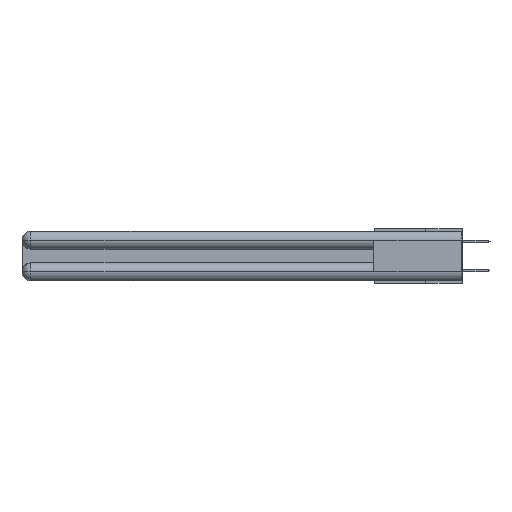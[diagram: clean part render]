
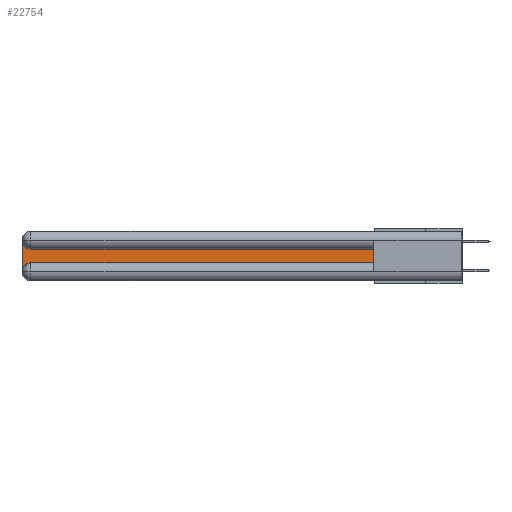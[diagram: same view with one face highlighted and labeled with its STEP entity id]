
A CAD part, left-side view. The second image highlights one B-rep face of the part: STEP entity #22754.
In plain terms, the highlighted planar face has unit normal (-1, 0, 0).
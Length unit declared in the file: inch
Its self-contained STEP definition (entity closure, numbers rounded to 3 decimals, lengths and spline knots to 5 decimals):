
#1391 = ORIENTED_EDGE ( 'NONE', *, *, #8564, .T. ) ;
#1448 = CIRCLE ( 'NONE', #15956, 0.06 ) ;
#1893 = CARTESIAN_POINT ( 'NONE',  ( 0.075, 2.94, -0.2775 ) ) ;
#3934 = VECTOR ( 'NONE', #4016, 39.37008 ) ;
#4016 = DIRECTION ( 'NONE',  ( 0., 1., 0. ) ) ;
#4502 = EDGE_CURVE ( 'NONE', #29328, #28251, #26307, .T. ) ;
#5451 = DIRECTION ( 'NONE',  ( 0., 0., 1. ) ) ;
#5555 = DIRECTION ( 'NONE',  ( 1., 0., 0. ) ) ;
#6236 = VERTEX_POINT ( 'NONE', #19438 ) ;
#7031 = CARTESIAN_POINT ( 'NONE',  ( 0.075, 0.6, -0.1225 ) ) ;
#8016 = VERTEX_POINT ( 'NONE', #20320 ) ;
#8214 = EDGE_LOOP ( 'NONE', ( #20166, #13626, #14348, #9183, #33773, #1391 ) ) ;
#8269 = DIRECTION ( 'NONE',  ( 0., 0., -1. ) ) ;
#8564 = EDGE_CURVE ( 'NONE', #20571, #6236, #34188, .T. ) ;
#8745 = CARTESIAN_POINT ( 'NONE',  ( 0.075, 2.94, -0.0625 ) ) ;
#8908 = VERTEX_POINT ( 'NONE', #27101 ) ;
#8976 = DIRECTION ( 'NONE',  ( 0., 0., -1. ) ) ;
#9183 = ORIENTED_EDGE ( 'NONE', *, *, #30466, .T. ) ;
#9992 = CARTESIAN_POINT ( 'NONE',  ( 0.075, 0.6, -0.2175 ) ) ;
#10070 = LINE ( 'NONE', #9992, #11343 ) ;
#10150 = AXIS2_PLACEMENT_3D ( 'NONE', #32430, #5555, #8269 ) ;
#10750 = CARTESIAN_POINT ( 'NONE',  ( 0.075, 0.6, -0.2175 ) ) ;
#11343 = VECTOR ( 'NONE', #17888, 39.37008 ) ;
#11504 = AXIS2_PLACEMENT_3D ( 'NONE', #1893, #21033, #23613 ) ;
#13626 = ORIENTED_EDGE ( 'NONE', *, *, #29500, .T. ) ;
#14036 = VECTOR ( 'NONE', #5451, 39.37008 ) ;
#14348 = ORIENTED_EDGE ( 'NONE', *, *, #4502, .T. ) ;
#15956 = AXIS2_PLACEMENT_3D ( 'NONE', #8745, #25091, #8976 ) ;
#16636 = EDGE_CURVE ( 'NONE', #8908, #20571, #10070, .T. ) ;
#17691 = DIRECTION ( 'NONE',  ( 0., 0., -1. ) ) ;
#17888 = DIRECTION ( 'NONE',  ( 0., -1., 0. ) ) ;
#18187 = CIRCLE ( 'NONE', #11504, 0.06 ) ;
#18966 = PLANE ( 'NONE',  #10150 ) ;
#19438 = CARTESIAN_POINT ( 'NONE',  ( 0.075, 0.6, -0.1225 ) ) ;
#20166 = ORIENTED_EDGE ( 'NONE', *, *, #20829, .T. ) ;
#20320 = CARTESIAN_POINT ( 'NONE',  ( 0.075, 2.94, -0.1225 ) ) ;
#20571 = VERTEX_POINT ( 'NONE', #32515 ) ;
#20829 = EDGE_CURVE ( 'NONE', #6236, #8016, #24941, .T. ) ;
#21033 = DIRECTION ( 'NONE',  ( 1., 0., 0. ) ) ;
#21115 = CARTESIAN_POINT ( 'NONE',  ( 0.075, 3., -0.0625 ) ) ;
#22754 = ADVANCED_FACE ( 'NONE', ( #27503 ), #18966, .F. ) ;
#23613 = DIRECTION ( 'NONE',  ( 0., 0., -1. ) ) ;
#24941 = LINE ( 'NONE', #7031, #3934 ) ;
#25091 = DIRECTION ( 'NONE',  ( 1., 0., 0. ) ) ;
#25477 = VECTOR ( 'NONE', #17691, 39.37008 ) ;
#26307 = LINE ( 'NONE', #31261, #25477 ) ;
#27101 = CARTESIAN_POINT ( 'NONE',  ( 0.075, 2.94, -0.2175 ) ) ;
#27503 = FACE_OUTER_BOUND ( 'NONE', #8214, .T. ) ;
#28251 = VERTEX_POINT ( 'NONE', #29846 ) ;
#29328 = VERTEX_POINT ( 'NONE', #21115 ) ;
#29500 = EDGE_CURVE ( 'NONE', #8016, #29328, #1448, .T. ) ;
#29846 = CARTESIAN_POINT ( 'NONE',  ( 0.075, 3., -0.2775 ) ) ;
#30466 = EDGE_CURVE ( 'NONE', #28251, #8908, #18187, .T. ) ;
#31261 = CARTESIAN_POINT ( 'NONE',  ( 0.075, 3., -0.2175 ) ) ;
#32430 = CARTESIAN_POINT ( 'NONE',  ( 0.075, 3., -0.1225 ) ) ;
#32515 = CARTESIAN_POINT ( 'NONE',  ( 0.075, 0.6, -0.2175 ) ) ;
#33773 = ORIENTED_EDGE ( 'NONE', *, *, #16636, .T. ) ;
#34188 = LINE ( 'NONE', #10750, #14036 ) ;
